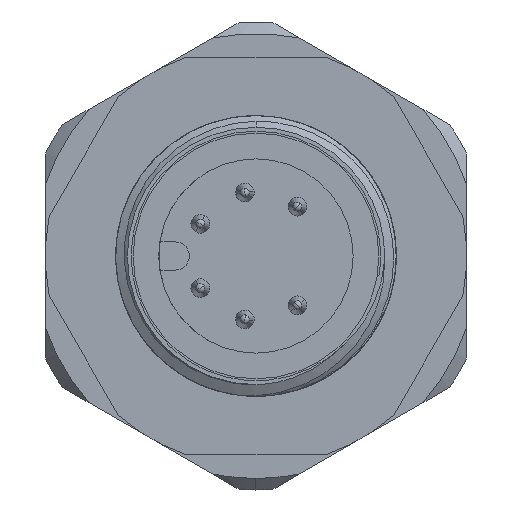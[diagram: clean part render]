
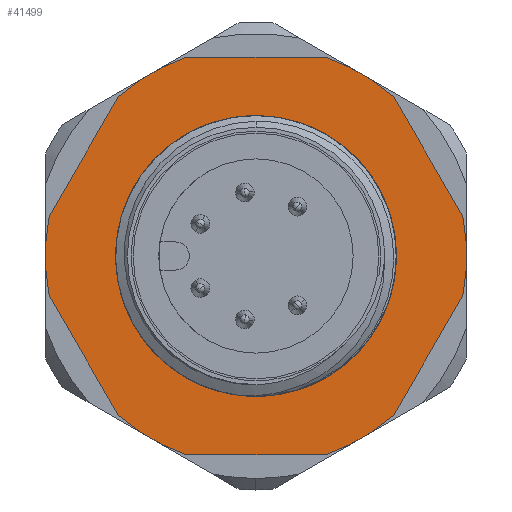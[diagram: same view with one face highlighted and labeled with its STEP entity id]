
A CAD part, left-side view. The second image highlights one B-rep face of the part: STEP entity #41499.
In plain terms, the highlighted face is planar.
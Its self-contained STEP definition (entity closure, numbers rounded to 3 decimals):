
#164 = CIRCLE ( 'NONE', #23233, 9. ) ;
#1013 = VERTEX_POINT ( 'NONE', #32626 ) ;
#1364 = DIRECTION ( 'NONE',  ( 0., 0.5, 0.866 ) ) ;
#2232 = CARTESIAN_POINT ( 'NONE',  ( -3.8, 0., 0. ) ) ;
#2862 = ORIENTED_EDGE ( 'NONE', *, *, #46480, .T. ) ;
#3130 = CARTESIAN_POINT ( 'NONE',  ( -3.8, 2.958, -8.5 ) ) ;
#3156 = EDGE_CURVE ( 'NONE', #23581, #26651, #49798, .T. ) ;
#3293 = CIRCLE ( 'NONE', #16963, 6. ) ;
#4288 = EDGE_CURVE ( 'NONE', #28784, #23581, #47496, .T. ) ;
#5052 = VERTEX_POINT ( 'NONE', #19155 ) ;
#5554 = EDGE_LOOP ( 'NONE', ( #29036, #2862 ) ) ;
#6020 = EDGE_CURVE ( 'NONE', #38240, #1013, #164, .T. ) ;
#6571 = ORIENTED_EDGE ( 'NONE', *, *, #13778, .F. ) ;
#7108 = EDGE_CURVE ( 'NONE', #26651, #21283, #22897, .T. ) ;
#7391 = CARTESIAN_POINT ( 'NONE',  ( -3.8, 9., 8.5 ) ) ;
#8087 = VECTOR ( 'NONE', #1364, 1000. ) ;
#8375 = DIRECTION ( 'NONE',  ( 0., 0., 1. ) ) ;
#8405 = VERTEX_POINT ( 'NONE', #36371 ) ;
#8836 = DIRECTION ( 'NONE',  ( 0., 0., 1. ) ) ;
#8931 = DIRECTION ( 'NONE',  ( -1., 0., 0. ) ) ;
#9524 = ORIENTED_EDGE ( 'NONE', *, *, #14538, .F. ) ;
#9711 = ORIENTED_EDGE ( 'NONE', *, *, #7108, .F. ) ;
#9826 = AXIS2_PLACEMENT_3D ( 'NONE', #15478, #35855, #31799 ) ;
#10102 = CARTESIAN_POINT ( 'NONE',  ( -3.8, 0., 0. ) ) ;
#10601 = AXIS2_PLACEMENT_3D ( 'NONE', #45515, #42035, #8836 ) ;
#11356 = DIRECTION ( 'NONE',  ( 0., 0., 1. ) ) ;
#12164 = VERTEX_POINT ( 'NONE', #34652 ) ;
#12236 = FACE_BOUND ( 'NONE', #5554, .T. ) ;
#13066 = ORIENTED_EDGE ( 'NONE', *, *, #23693, .F. ) ;
#13108 = DIRECTION ( 'NONE',  ( 0., 0., 1. ) ) ;
#13778 = EDGE_CURVE ( 'NONE', #1013, #28784, #29430, .T. ) ;
#13895 = VECTOR ( 'NONE', #36612, 1000. ) ;
#13962 = AXIS2_PLACEMENT_3D ( 'NONE', #10102, #40096, #23504 ) ;
#14150 = ORIENTED_EDGE ( 'NONE', *, *, #15534, .F. ) ;
#14538 = EDGE_CURVE ( 'NONE', #21283, #30890, #48083, .T. ) ;
#14741 = DIRECTION ( 'NONE',  ( 0., 0., 1. ) ) ;
#14952 = VERTEX_POINT ( 'NONE', #3130 ) ;
#15205 = CARTESIAN_POINT ( 'NONE',  ( -3.8, 0., -6. ) ) ;
#15478 = CARTESIAN_POINT ( 'NONE',  ( -3.8, 9., 0. ) ) ;
#15534 = EDGE_CURVE ( 'NONE', #8405, #44436, #18915, .T. ) ;
#16369 = DIRECTION ( 'NONE',  ( 0., -0.5, -0.866 ) ) ;
#16888 = LINE ( 'NONE', #49267, #28224 ) ;
#16963 = AXIS2_PLACEMENT_3D ( 'NONE', #45600, #8931, #37619 ) ;
#17117 = VECTOR ( 'NONE', #18318, 1000. ) ;
#17192 = CARTESIAN_POINT ( 'NONE',  ( -3.8, 2.958, 8.5 ) ) ;
#17351 = ORIENTED_EDGE ( 'NONE', *, *, #32413, .F. ) ;
#17724 = CARTESIAN_POINT ( 'NONE',  ( -3.8, -8.84, 1.688 ) ) ;
#17916 = CARTESIAN_POINT ( 'NONE',  ( -3.8, 0., 0. ) ) ;
#18053 = CARTESIAN_POINT ( 'NONE',  ( -3.8, 9., -8.5 ) ) ;
#18318 = DIRECTION ( 'NONE',  ( 0., 1., 0. ) ) ;
#18915 = CIRCLE ( 'NONE', #42828, 9. ) ;
#19155 = CARTESIAN_POINT ( 'NONE',  ( -3.8, 5.882, 6.812 ) ) ;
#19543 = VECTOR ( 'NONE', #50673, 1000. ) ;
#20003 = CIRCLE ( 'NONE', #13962, 9. ) ;
#20012 = LINE ( 'NONE', #36357, #13895 ) ;
#20293 = EDGE_CURVE ( 'NONE', #44436, #12164, #16888, .T. ) ;
#20910 = DIRECTION ( 'NONE',  ( 0., -0.5, 0.866 ) ) ;
#21283 = VERTEX_POINT ( 'NONE', #24013 ) ;
#22897 = CIRCLE ( 'NONE', #28002, 9. ) ;
#23233 = AXIS2_PLACEMENT_3D ( 'NONE', #36033, #48295, #11356 ) ;
#23504 = DIRECTION ( 'NONE',  ( 0., 0., 1. ) ) ;
#23581 = VERTEX_POINT ( 'NONE', #17724 ) ;
#23693 = EDGE_CURVE ( 'NONE', #12164, #14952, #42572, .T. ) ;
#24013 = CARTESIAN_POINT ( 'NONE',  ( -3.8, -2.958, 8.5 ) ) ;
#25671 = DIRECTION ( 'NONE',  ( 0., 0., 1. ) ) ;
#26026 = CIRCLE ( 'NONE', #10601, 6. ) ;
#26651 = VERTEX_POINT ( 'NONE', #29652 ) ;
#28002 = AXIS2_PLACEMENT_3D ( 'NONE', #17916, #37982, #25671 ) ;
#28038 = FACE_OUTER_BOUND ( 'NONE', #30928, .T. ) ;
#28224 = VECTOR ( 'NONE', #16369, 1000. ) ;
#28784 = VERTEX_POINT ( 'NONE', #51774 ) ;
#29005 = ORIENTED_EDGE ( 'NONE', *, *, #40194, .F. ) ;
#29036 = ORIENTED_EDGE ( 'NONE', *, *, #33643, .T. ) ;
#29430 = LINE ( 'NONE', #50576, #50359 ) ;
#29652 = CARTESIAN_POINT ( 'NONE',  ( -3.8, -5.882, 6.812 ) ) ;
#30146 = ORIENTED_EDGE ( 'NONE', *, *, #6020, .F. ) ;
#30890 = VERTEX_POINT ( 'NONE', #17192 ) ;
#30928 = EDGE_LOOP ( 'NONE', ( #32876, #14150, #49099, #29005, #9524, #9711, #39224, #51923, #6571, #30146, #17351, #13066 ) ) ;
#31045 = CARTESIAN_POINT ( 'NONE',  ( -3.8, 0., 6. ) ) ;
#31799 = DIRECTION ( 'NONE',  ( 0., 0., 1. ) ) ;
#32413 = EDGE_CURVE ( 'NONE', #14952, #38240, #34368, .T. ) ;
#32626 = CARTESIAN_POINT ( 'NONE',  ( -3.8, -5.882, -6.812 ) ) ;
#32876 = ORIENTED_EDGE ( 'NONE', *, *, #20293, .F. ) ;
#33643 = EDGE_CURVE ( 'NONE', #38977, #41394, #3293, .T. ) ;
#34368 = LINE ( 'NONE', #18053, #19543 ) ;
#34652 = CARTESIAN_POINT ( 'NONE',  ( -3.8, 5.882, -6.812 ) ) ;
#35582 = AXIS2_PLACEMENT_3D ( 'NONE', #2232, #51210, #13108 ) ;
#35855 = DIRECTION ( 'NONE',  ( -1., 0., 0. ) ) ;
#36033 = CARTESIAN_POINT ( 'NONE',  ( -3.8, 0., 0. ) ) ;
#36357 = CARTESIAN_POINT ( 'NONE',  ( -3.8, 9.611, 0.353 ) ) ;
#36371 = CARTESIAN_POINT ( 'NONE',  ( -3.8, 8.84, 1.688 ) ) ;
#36612 = DIRECTION ( 'NONE',  ( 0., 0.5, -0.866 ) ) ;
#37299 = CARTESIAN_POINT ( 'NONE',  ( -3.8, 0., 0. ) ) ;
#37482 = AXIS2_PLACEMENT_3D ( 'NONE', #51426, #42849, #14741 ) ;
#37619 = DIRECTION ( 'NONE',  ( 0., 0., 1. ) ) ;
#37982 = DIRECTION ( 'NONE',  ( -1., 0., 0. ) ) ;
#38240 = VERTEX_POINT ( 'NONE', #45335 ) ;
#38977 = VERTEX_POINT ( 'NONE', #31045 ) ;
#39224 = ORIENTED_EDGE ( 'NONE', *, *, #3156, .F. ) ;
#39583 = EDGE_CURVE ( 'NONE', #5052, #8405, #20012, .T. ) ;
#40096 = DIRECTION ( 'NONE',  ( -1., 0., 0. ) ) ;
#40194 = EDGE_CURVE ( 'NONE', #30890, #5052, #20003, .T. ) ;
#41394 = VERTEX_POINT ( 'NONE', #15205 ) ;
#41499 = ADVANCED_FACE ( 'NONE', ( #12236, #28038 ), #44374, .F. ) ;
#42035 = DIRECTION ( 'NONE',  ( -1., 0., 0. ) ) ;
#42572 = CIRCLE ( 'NONE', #37482, 9. ) ;
#42828 = AXIS2_PLACEMENT_3D ( 'NONE', #37299, #45554, #8375 ) ;
#42849 = DIRECTION ( 'NONE',  ( -1., 0., 0. ) ) ;
#44374 = PLANE ( 'NONE',  #9826 ) ;
#44436 = VERTEX_POINT ( 'NONE', #47542 ) ;
#45335 = CARTESIAN_POINT ( 'NONE',  ( -3.8, -2.958, -8.5 ) ) ;
#45515 = CARTESIAN_POINT ( 'NONE',  ( -3.8, 0., 0. ) ) ;
#45516 = CARTESIAN_POINT ( 'NONE',  ( -3.8, -5.111, 8.147 ) ) ;
#45554 = DIRECTION ( 'NONE',  ( -1., 0., 0. ) ) ;
#45600 = CARTESIAN_POINT ( 'NONE',  ( -3.8, 0., 0. ) ) ;
#46480 = EDGE_CURVE ( 'NONE', #41394, #38977, #26026, .T. ) ;
#47496 = CIRCLE ( 'NONE', #35582, 9. ) ;
#47542 = CARTESIAN_POINT ( 'NONE',  ( -3.8, 8.84, -1.688 ) ) ;
#48083 = LINE ( 'NONE', #7391, #17117 ) ;
#48295 = DIRECTION ( 'NONE',  ( -1., 0., 0. ) ) ;
#49099 = ORIENTED_EDGE ( 'NONE', *, *, #39583, .F. ) ;
#49267 = CARTESIAN_POINT ( 'NONE',  ( -3.8, 9.611, -0.353 ) ) ;
#49798 = LINE ( 'NONE', #45516, #8087 ) ;
#50359 = VECTOR ( 'NONE', #20910, 1000. ) ;
#50576 = CARTESIAN_POINT ( 'NONE',  ( -3.8, -5.111, -8.147 ) ) ;
#50673 = DIRECTION ( 'NONE',  ( 0., -1., 0. ) ) ;
#51210 = DIRECTION ( 'NONE',  ( -1., 0., 0. ) ) ;
#51426 = CARTESIAN_POINT ( 'NONE',  ( -3.8, 0., 0. ) ) ;
#51774 = CARTESIAN_POINT ( 'NONE',  ( -3.8, -8.84, -1.688 ) ) ;
#51923 = ORIENTED_EDGE ( 'NONE', *, *, #4288, .F. ) ;
